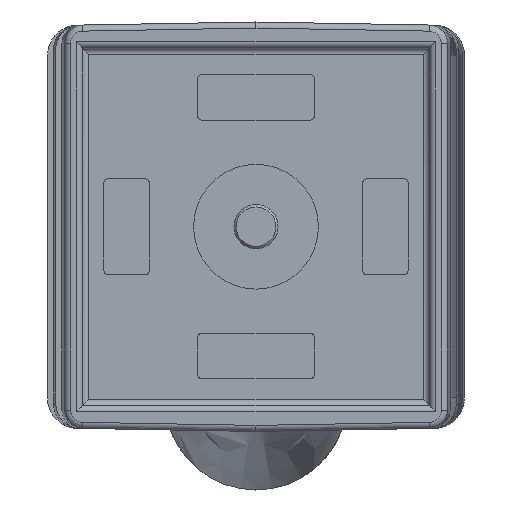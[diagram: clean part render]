
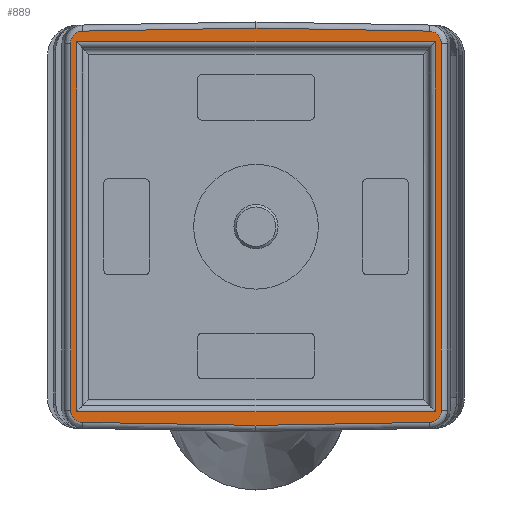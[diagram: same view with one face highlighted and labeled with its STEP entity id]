
A CAD part, front view. The second image highlights one B-rep face of the part: STEP entity #889.
In plain terms, the highlighted planar face has unit normal (0, -1, 0).
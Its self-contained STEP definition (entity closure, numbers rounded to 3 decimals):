
#60=ELLIPSE('',#3126,1.2,1.2);
#61=ELLIPSE('',#3127,0.798,0.798);
#62=ELLIPSE('',#3128,0.798,0.798);
#63=ELLIPSE('',#3129,1.2,1.2);
#64=ELLIPSE('',#3130,1.2,1.2);
#65=ELLIPSE('',#3131,0.798,0.798);
#66=ELLIPSE('',#3132,0.798,0.798);
#67=ELLIPSE('',#3133,1.2,1.2);
#261=LINE('',#4843,#503);
#263=LINE('',#4867,#505);
#264=LINE('',#4870,#506);
#265=LINE('',#4872,#507);
#266=LINE('',#4874,#508);
#267=LINE('',#4880,#509);
#268=LINE('',#4886,#510);
#269=LINE('',#4888,#511);
#270=LINE('',#4890,#512);
#271=LINE('',#4895,#513);
#272=LINE('',#4900,#514);
#273=LINE('',#4903,#515);
#274=LINE('',#4905,#516);
#275=LINE('',#4907,#517);
#503=VECTOR('',#3684,1.);
#505=VECTOR('',#3690,1.);
#506=VECTOR('',#3691,1.);
#507=VECTOR('',#3692,1.);
#508=VECTOR('',#3693,1.);
#509=VECTOR('',#3698,1.);
#510=VECTOR('',#3703,1.);
#511=VECTOR('',#3704,1.);
#512=VECTOR('',#3705,1.);
#513=VECTOR('',#3710,1.);
#514=VECTOR('',#3715,1.);
#515=VECTOR('',#3716,1.);
#516=VECTOR('',#3717,1.);
#517=VECTOR('',#3718,1.);
#889=ADVANCED_FACE('',(#1134,#1135),#1040,.T.);
#1040=PLANE('',#3134);
#1134=FACE_BOUND('',#1221,.T.);
#1135=FACE_BOUND('',#1222,.T.);
#1221=EDGE_LOOP('',(#1609,#1610,#1611,#1612,#1613,#1614,#1615,#1616,#1617,
#1618,#1619,#1620,#1621,#1622,#1623,#1624,#1625,#1626));
#1222=EDGE_LOOP('',(#1627,#1628,#1629,#1630));
#1609=ORIENTED_EDGE('',*,*,#2686,.F.);
#1610=ORIENTED_EDGE('',*,*,#2687,.T.);
#1611=ORIENTED_EDGE('',*,*,#2688,.T.);
#1612=ORIENTED_EDGE('',*,*,#2689,.T.);
#1613=ORIENTED_EDGE('',*,*,#2690,.T.);
#1614=ORIENTED_EDGE('',*,*,#2691,.T.);
#1615=ORIENTED_EDGE('',*,*,#2692,.T.);
#1616=ORIENTED_EDGE('',*,*,#2693,.T.);
#1617=ORIENTED_EDGE('',*,*,#2694,.T.);
#1618=ORIENTED_EDGE('',*,*,#2695,.F.);
#1619=ORIENTED_EDGE('',*,*,#2696,.T.);
#1620=ORIENTED_EDGE('',*,*,#2697,.T.);
#1621=ORIENTED_EDGE('',*,*,#2682,.T.);
#1622=ORIENTED_EDGE('',*,*,#2698,.T.);
#1623=ORIENTED_EDGE('',*,*,#2699,.T.);
#1624=ORIENTED_EDGE('',*,*,#2700,.T.);
#1625=ORIENTED_EDGE('',*,*,#2701,.T.);
#1626=ORIENTED_EDGE('',*,*,#2702,.T.);
#1627=ORIENTED_EDGE('',*,*,#2703,.T.);
#1628=ORIENTED_EDGE('',*,*,#2704,.T.);
#1629=ORIENTED_EDGE('',*,*,#2705,.T.);
#1630=ORIENTED_EDGE('',*,*,#2706,.T.);
#2363=VERTEX_POINT('',#4844);
#2364=VERTEX_POINT('',#4845);
#2367=VERTEX_POINT('',#4868);
#2368=VERTEX_POINT('',#4869);
#2369=VERTEX_POINT('',#4871);
#2370=VERTEX_POINT('',#4873);
#2371=VERTEX_POINT('',#4875);
#2372=VERTEX_POINT('',#4877);
#2373=VERTEX_POINT('',#4879);
#2374=VERTEX_POINT('',#4881);
#2375=VERTEX_POINT('',#4883);
#2376=VERTEX_POINT('',#4885);
#2377=VERTEX_POINT('',#4887);
#2378=VERTEX_POINT('',#4889);
#2379=VERTEX_POINT('',#4892);
#2380=VERTEX_POINT('',#4894);
#2381=VERTEX_POINT('',#4896);
#2382=VERTEX_POINT('',#4898);
#2383=VERTEX_POINT('',#4901);
#2384=VERTEX_POINT('',#4902);
#2385=VERTEX_POINT('',#4904);
#2386=VERTEX_POINT('',#4906);
#2682=EDGE_CURVE('',#2363,#2364,#261,.T.);
#2686=EDGE_CURVE('',#2367,#2368,#263,.T.);
#2687=EDGE_CURVE('',#2367,#2369,#264,.T.);
#2688=EDGE_CURVE('',#2369,#2370,#265,.T.);
#2689=EDGE_CURVE('',#2370,#2371,#266,.T.);
#2690=EDGE_CURVE('',#2371,#2372,#60,.T.);
#2691=EDGE_CURVE('',#2372,#2373,#61,.T.);
#2692=EDGE_CURVE('',#2373,#2374,#267,.T.);
#2693=EDGE_CURVE('',#2374,#2375,#62,.T.);
#2694=EDGE_CURVE('',#2375,#2376,#63,.T.);
#2695=EDGE_CURVE('',#2377,#2376,#268,.T.);
#2696=EDGE_CURVE('',#2377,#2378,#269,.T.);
#2697=EDGE_CURVE('',#2378,#2363,#270,.T.);
#2698=EDGE_CURVE('',#2364,#2379,#64,.T.);
#2699=EDGE_CURVE('',#2379,#2380,#65,.T.);
#2700=EDGE_CURVE('',#2380,#2381,#271,.T.);
#2701=EDGE_CURVE('',#2381,#2382,#66,.T.);
#2702=EDGE_CURVE('',#2382,#2368,#67,.T.);
#2703=EDGE_CURVE('',#2383,#2384,#272,.T.);
#2704=EDGE_CURVE('',#2384,#2385,#273,.T.);
#2705=EDGE_CURVE('',#2385,#2386,#274,.T.);
#2706=EDGE_CURVE('',#2386,#2383,#275,.T.);
#3126=AXIS2_PLACEMENT_3D('',#4876,#3694,#3695);
#3127=AXIS2_PLACEMENT_3D('',#4878,#3696,#3697);
#3128=AXIS2_PLACEMENT_3D('',#4882,#3699,#3700);
#3129=AXIS2_PLACEMENT_3D('',#4884,#3701,#3702);
#3130=AXIS2_PLACEMENT_3D('',#4891,#3706,#3707);
#3131=AXIS2_PLACEMENT_3D('',#4893,#3708,#3709);
#3132=AXIS2_PLACEMENT_3D('',#4897,#3711,#3712);
#3133=AXIS2_PLACEMENT_3D('',#4899,#3713,#3714);
#3134=AXIS2_PLACEMENT_3D('',#4908,#3719,#3720);
#3684=DIRECTION('',(0.,0.,-1.));
#3690=DIRECTION('',(0.,0.,1.));
#3691=DIRECTION('',(1.,0.,-0.017));
#3692=DIRECTION('',(1.,0.,0.017));
#3693=DIRECTION('',(0.,0.,1.));
#3694=DIRECTION('',(0.,-1.,0.));
#3695=DIRECTION('',(-1.,0.,0.));
#3696=DIRECTION('',(0.,-1.,0.));
#3697=DIRECTION('',(-1.,0.,0.));
#3698=DIRECTION('',(0.,0.,1.));
#3699=DIRECTION('',(0.,-1.,0.));
#3700=DIRECTION('',(-1.,0.,0.));
#3701=DIRECTION('',(0.,-1.,0.));
#3702=DIRECTION('',(-1.,0.,0.));
#3703=DIRECTION('',(0.,0.,-1.));
#3704=DIRECTION('',(-1.,0.,0.017));
#3705=DIRECTION('',(-1.,0.,-0.017));
#3706=DIRECTION('',(0.,-1.,0.));
#3707=DIRECTION('',(-1.,0.,0.));
#3708=DIRECTION('',(0.,-1.,0.));
#3709=DIRECTION('',(-1.,0.,0.));
#3710=DIRECTION('',(0.,0.,-1.));
#3711=DIRECTION('',(0.,-1.,0.));
#3712=DIRECTION('',(-1.,0.,0.));
#3713=DIRECTION('',(0.,-1.,0.));
#3714=DIRECTION('',(-1.,0.,0.));
#3715=DIRECTION('',(0.,0.,1.));
#3716=DIRECTION('',(1.,0.,0.));
#3717=DIRECTION('',(0.,0.,-1.));
#3718=DIRECTION('',(-1.,0.,0.));
#3719=DIRECTION('',(0.,-1.,0.));
#3720=DIRECTION('',(0.,0.,1.));
#4843=CARTESIAN_POINT('',(-11.377,-26.6,27.55));
#4844=CARTESIAN_POINT('',(-11.377,-26.6,24.154));
#4845=CARTESIAN_POINT('',(-11.377,-26.6,24.15));
#4867=CARTESIAN_POINT('',(-11.38,-26.6,-3.95));
#4868=CARTESIAN_POINT('',(-11.38,-26.6,-1.554));
#4869=CARTESIAN_POINT('',(-11.38,-26.6,-1.55));
#4870=CARTESIAN_POINT('',(12.9,-26.6,-1.978));
#4871=CARTESIAN_POINT('',(0.,-26.6,-1.753));
#4872=CARTESIAN_POINT('',(11.373,-26.6,-1.554));
#4873=CARTESIAN_POINT('',(11.38,-26.6,-1.554));
#4874=CARTESIAN_POINT('',(11.38,-26.6,-3.95));
#4875=CARTESIAN_POINT('',(11.38,-26.6,-1.55));
#4876=CARTESIAN_POINT('',(11.384,-26.6,-0.35));
#4877=CARTESIAN_POINT('',(11.39,-26.6,-1.55));
#4878=CARTESIAN_POINT('',(11.386,-26.6,-0.752));
#4879=CARTESIAN_POINT('',(12.184,-26.6,-0.752));
#4880=CARTESIAN_POINT('',(12.184,-26.6,23.352));
#4881=CARTESIAN_POINT('',(12.184,-26.6,23.352));
#4882=CARTESIAN_POINT('',(11.386,-26.6,23.352));
#4883=CARTESIAN_POINT('',(11.39,-26.6,24.15));
#4884=CARTESIAN_POINT('',(11.384,-26.6,22.95));
#4885=CARTESIAN_POINT('',(11.38,-26.6,24.15));
#4886=CARTESIAN_POINT('',(11.38,-26.6,27.55));
#4887=CARTESIAN_POINT('',(11.38,-26.6,24.154));
#4888=CARTESIAN_POINT('',(13.355,-26.6,24.12));
#4889=CARTESIAN_POINT('',(0.,-26.6,24.353));
#4890=CARTESIAN_POINT('',(12.437,-26.6,24.57));
#4891=CARTESIAN_POINT('',(-11.384,-26.6,22.95));
#4892=CARTESIAN_POINT('',(-11.39,-26.6,24.15));
#4893=CARTESIAN_POINT('',(-11.386,-26.6,23.352));
#4894=CARTESIAN_POINT('',(-12.184,-26.6,23.352));
#4895=CARTESIAN_POINT('',(-12.184,-26.6,-1.95));
#4896=CARTESIAN_POINT('',(-12.184,-26.6,-0.752));
#4897=CARTESIAN_POINT('',(-11.386,-26.6,-0.752));
#4898=CARTESIAN_POINT('',(-11.39,-26.6,-1.55));
#4899=CARTESIAN_POINT('',(-11.384,-26.6,-0.35));
#4900=CARTESIAN_POINT('',(-11.794,-26.6,23.05));
#4901=CARTESIAN_POINT('',(-11.794,-26.6,-0.844));
#4902=CARTESIAN_POINT('',(-11.794,-26.6,23.444));
#4903=CARTESIAN_POINT('',(11.4,-26.6,23.444));
#4904=CARTESIAN_POINT('',(11.794,-26.6,23.444));
#4905=CARTESIAN_POINT('',(11.794,-26.6,-0.45));
#4906=CARTESIAN_POINT('',(11.794,-26.6,-0.844));
#4907=CARTESIAN_POINT('',(-11.4,-26.6,-0.844));
#4908=CARTESIAN_POINT('',(12.9,-26.6,-1.95));
